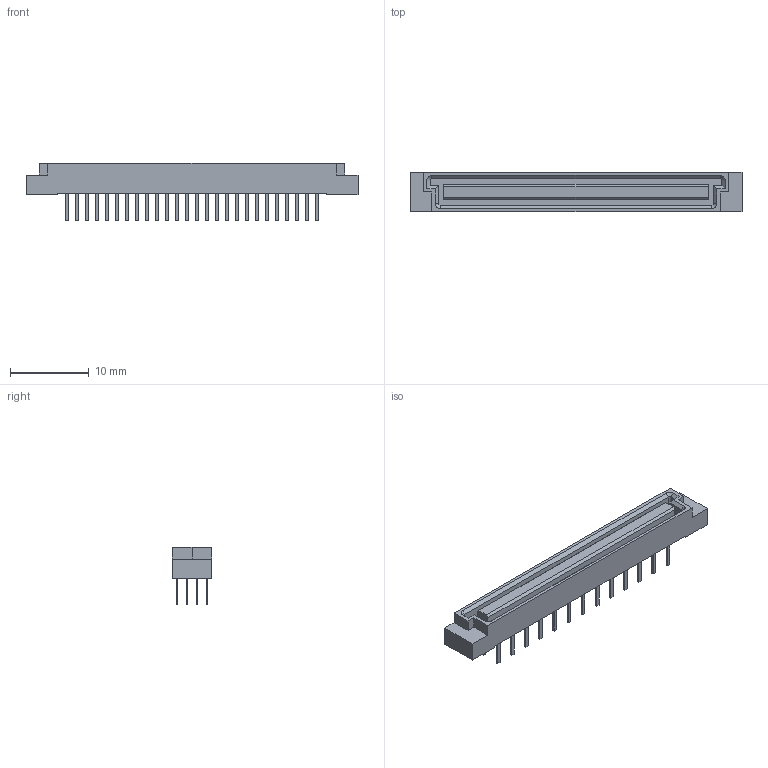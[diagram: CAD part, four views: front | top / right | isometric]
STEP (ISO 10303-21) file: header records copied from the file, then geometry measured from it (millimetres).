
FILE_DESCRIPTION(('CoCreate Modeling STEP Export'),'2;1');
FILE_NAME('FX4C-52S-1.27DSA.stp','2012-07-30T 9:07:56',(''),(''),'CoCreate Modeling STEP processor for AP214 (Solid Model)','CoCreate Modeling 17.0 01-Apr-2010 (C) Parametric Technology GmbH','');
FILE_SCHEMA(('AUTOMOTIVE_DESIGN { 1 0 10303 214 1 1 1 1 }'));
Length unit declared in the file: millimetre
Products named in the file (1): FX4C-52S-1.27DSA
Bounding box: 42.19 x 5 x 7.3 mm (x, y, z)
Volume: 616.1 mm3; surface area: 1438.4 mm2
Topology: 1 solids, 1 shells, 310 faces, 750 edges, 496 vertices
Faces by surface type: plane 302, cylinder 4, cone 4
Entity records: 8433 total; most frequent: ORIENTED_EDGE 1500, CARTESIAN_POINT 1464, DIRECTION 1224, EDGE_CURVE 750, VECTOR 712, LINE 712, VERTEX_POINT 496, EDGE_LOOP 364
